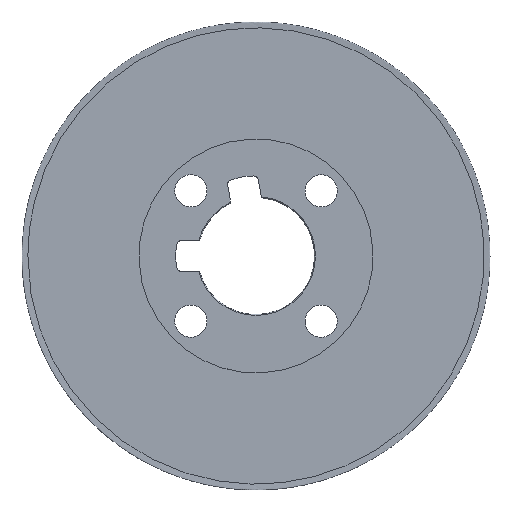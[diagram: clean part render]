
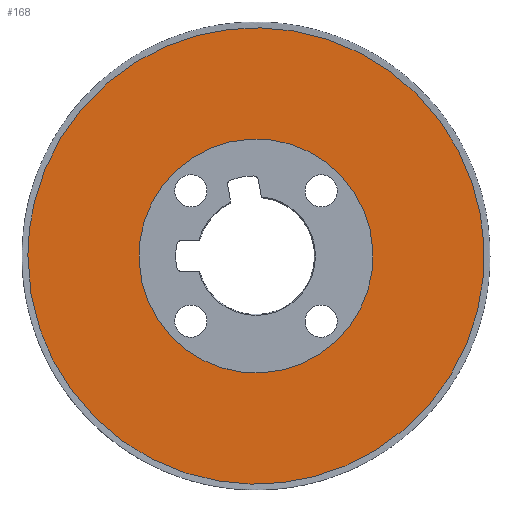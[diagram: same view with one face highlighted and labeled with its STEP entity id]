
A CAD part, top view. The second image highlights one B-rep face of the part: STEP entity #168.
In plain terms, the highlighted planar face has unit normal (0, 0, 1).
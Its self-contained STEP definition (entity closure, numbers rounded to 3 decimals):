
#168=ADVANCED_FACE('TB_SU_7',(#223,#224),#204,.T.);
#204=PLANE('',#939);
#223=FACE_BOUND('',#257,.T.);
#224=FACE_BOUND('',#258,.T.);
#257=EDGE_LOOP('',(#397));
#258=EDGE_LOOP('',(#398));
#397=ORIENTED_EDGE('',*,*,#636,.T.);
#398=ORIENTED_EDGE('',*,*,#635,.T.);
#571=VERTEX_POINT('',#1346);
#572=VERTEX_POINT('',#1349);
#635=EDGE_CURVE('',#571,#571,#715,.T.);
#636=EDGE_CURVE('',#572,#572,#716,.T.);
#715=CIRCLE('',#936,40.);
#716=CIRCLE('',#938,78.825);
#936=AXIS2_PLACEMENT_3D('',#1345,#1105,#1106);
#938=AXIS2_PLACEMENT_3D('',#1348,#1109,#1110);
#939=AXIS2_PLACEMENT_3D('',#1350,#1111,#1112);
#1105=DIRECTION('',(0.,0.,-1.));
#1106=DIRECTION('',(0.292,0.956,0.));
#1109=DIRECTION('',(0.,0.,1.));
#1110=DIRECTION('',(-0.292,-0.956,0.));
#1111=DIRECTION('',(0.,0.,1.));
#1112=DIRECTION('',(-0.292,-0.956,0.));
#1345=CARTESIAN_POINT('',(0.,0.,-0.4));
#1346=CARTESIAN_POINT('',(11.695,38.252,-0.4));
#1348=CARTESIAN_POINT('',(0.,0.,-0.4));
#1349=CARTESIAN_POINT('',(-23.046,-75.381,-0.4));
#1350=CARTESIAN_POINT('',(-79.025,0.,-0.4));
